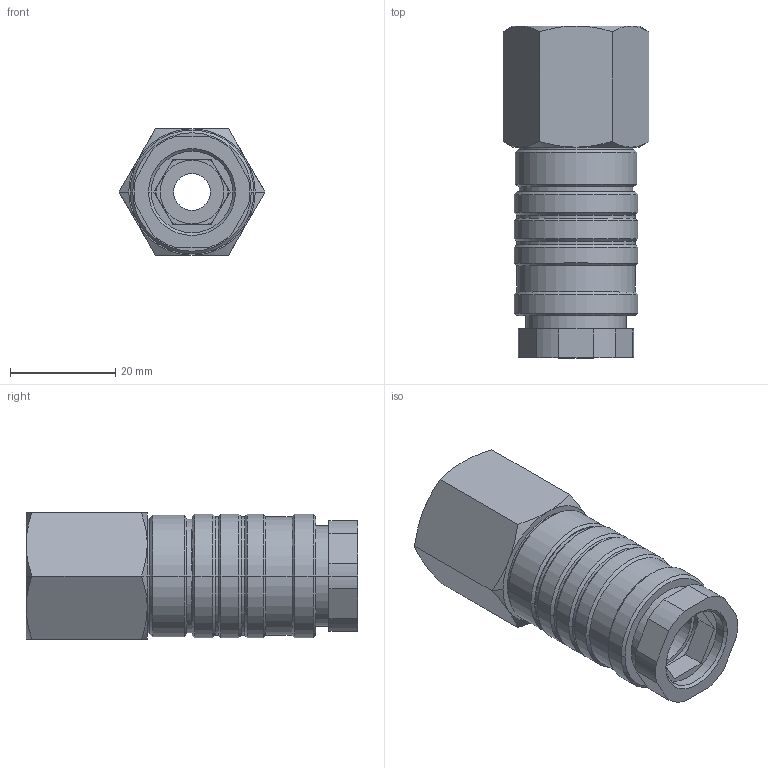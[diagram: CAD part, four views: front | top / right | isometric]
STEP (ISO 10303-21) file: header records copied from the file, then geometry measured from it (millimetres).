
FILE_DESCRIPTION(('STEP AP214'),'1');
FILE_NAME('esik_12_i.stp','2020-03-05T09:14:46',('TraceParts'),('TraceParts S.A.'),'Spatial InterOp 3D',' ',' ');
FILE_SCHEMA(('automotive_design'));
Length unit declared in the file: millimetre
Products named in the file (1): 1
Bounding box: 27.71 x 63 x 24 mm (x, y, z)
Volume: 19865 mm3; surface area: 8311.3 mm2
Topology: 1 solids, 1 shells, 122 faces, 266 edges, 156 vertices
Faces by surface type: plane 42, cone 40, cylinder 40
Entity records: 4318 total; most frequent: CARTESIAN_POINT 641, DIRECTION 608, ORIENTED_EDGE 532, EDGE_CURVE 266, AXIS2_PLACEMENT_3D 243, VERTEX_POINT 156, EDGE_LOOP 134, STYLED_ITEM 122
